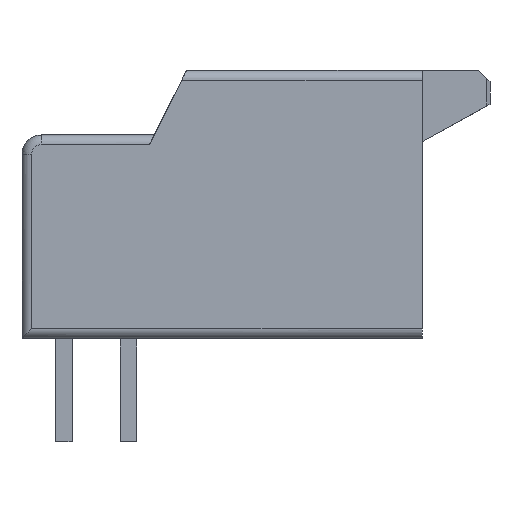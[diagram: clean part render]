
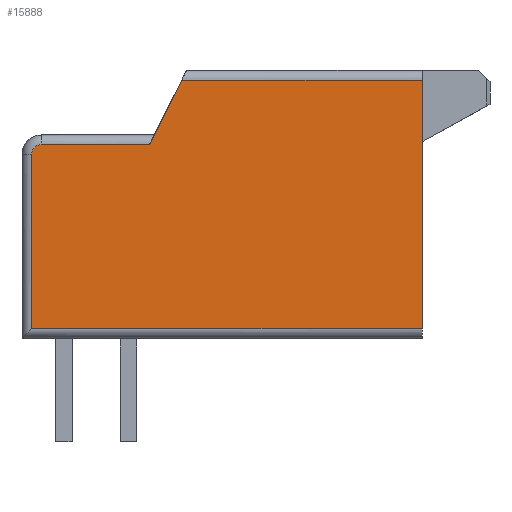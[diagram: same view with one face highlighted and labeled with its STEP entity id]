
A CAD part, left-side view. The second image highlights one B-rep face of the part: STEP entity #15888.
In plain terms, the highlighted planar face has unit normal (-1, 0, 0).
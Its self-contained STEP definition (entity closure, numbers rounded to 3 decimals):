
#2209 = CARTESIAN_POINT ( 'NONE',  ( -14., 12.453, -8. ) ) ;
#2210 = DIRECTION ( 'NONE',  ( 0., 1., 0. ) ) ;
#2447 = CARTESIAN_POINT ( 'NONE',  ( -14., 0., 0. ) ) ;
#2448 = DIRECTION ( 'NONE',  ( 0., 0., -1. ) ) ;
#2651 = CARTESIAN_POINT ( 'NONE',  ( -14., 0., -2.3 ) ) ;
#2652 = DIRECTION ( 'NONE',  ( 0., -1., 0. ) ) ;
#2653 = CARTESIAN_POINT ( 'NONE',  ( -14., 8.45, -2.3 ) ) ;
#2708 = CARTESIAN_POINT ( 'NONE',  ( -14., 11.8, -2.6 ) ) ;
#2709 = DIRECTION ( 'NONE',  ( 0., -0.447, 0.894 ) ) ;
#2710 = DIRECTION ( 'NONE',  ( 1., 0., 0. ) ) ;
#2711 = DIRECTION ( 'NONE',  ( 0., 0., -1. ) ) ;
#2845 = CARTESIAN_POINT ( 'NONE',  ( -14., 0., -0.3 ) ) ;
#2846 = DIRECTION ( 'NONE',  ( 0., -1., 0. ) ) ;
#2853 = CARTESIAN_POINT ( 'NONE',  ( -14., 12.1, 0. ) ) ;
#2854 = DIRECTION ( 'NONE',  ( 0., 0., 1. ) ) ;
#3316 = LINE ( 'NONE', #2209, #3317 ) ;
#3317 = VECTOR ( 'NONE', #2210, 1000. ) ;
#3541 = LINE ( 'NONE', #2447, #3542 ) ;
#3542 = VECTOR ( 'NONE', #2448, 1000. ) ;
#3718 = LINE ( 'NONE', #2651, #3721 ) ;
#3719 = LINE ( 'NONE', #2653, #3775 ) ;
#3721 = VECTOR ( 'NONE', #2652, 1000. ) ;
#3775 = VECTOR ( 'NONE', #2709, 1000. ) ;
#3778 = CIRCLE ( 'NONE', #13805, 0.3 ) ;
#3903 = LINE ( 'NONE', #2845, #3904 ) ;
#3904 = VECTOR ( 'NONE', #2846, 1000. ) ;
#3911 = LINE ( 'NONE', #2853, #3912 ) ;
#3912 = VECTOR ( 'NONE', #2854, 1000. ) ;
#7531 = CARTESIAN_POINT ( 'NONE',  ( -14., 0., -8. ) ) ;
#7694 = CARTESIAN_POINT ( 'NONE',  ( -14., 12.1, -8. ) ) ;
#7804 = CARTESIAN_POINT ( 'NONE',  ( -14., 7.45, -0.3 ) ) ;
#7812 = CARTESIAN_POINT ( 'NONE',  ( -14., 0., -0.3 ) ) ;
#7819 = CARTESIAN_POINT ( 'NONE',  ( -14., 12.1, -2.6 ) ) ;
#8162 = CARTESIAN_POINT ( 'NONE',  ( -14., 8.45, -2.3 ) ) ;
#8172 = CARTESIAN_POINT ( 'NONE',  ( -14., 11.8, -2.3 ) ) ;
#12061 = FACE_OUTER_BOUND ( 'NONE', #21757, .T. ) ;
#13374 = PLANE ( 'NONE',  #13650 ) ;
#13377 = CARTESIAN_POINT ( 'NONE',  ( -14., 0., 0. ) ) ;
#13383 = DIRECTION ( 'NONE',  ( 1., 0., 0. ) ) ;
#13384 = DIRECTION ( 'NONE',  ( 0., 0., -1. ) ) ;
#13650 = AXIS2_PLACEMENT_3D ( 'NONE', #13377, #13383, #13384 ) ;
#13805 = AXIS2_PLACEMENT_3D ( 'NONE', #2708, #2710, #2711 ) ;
#15276 = ORIENTED_EDGE ( 'NONE', *, *, #16317, .F. ) ;
#15277 = ORIENTED_EDGE ( 'NONE', *, *, #16346, .F. ) ;
#15278 = ORIENTED_EDGE ( 'NONE', *, *, #16415, .F. ) ;
#15279 = ORIENTED_EDGE ( 'NONE', *, *, #16107, .F. ) ;
#15280 = ORIENTED_EDGE ( 'NONE', *, *, #16221, .F. ) ;
#15281 = ORIENTED_EDGE ( 'NONE', *, *, #16411, .F. ) ;
#15282 = ORIENTED_EDGE ( 'NONE', *, *, #16345, .F. ) ;
#15888 = ADVANCED_FACE ( 'NONE', ( #12061 ), #13374, .F. ) ;
#16107 = EDGE_CURVE ( 'NONE', #21150, #21211, #3316, .T. ) ;
#16221 = EDGE_CURVE ( 'NONE', #21257, #21150, #3541, .T. ) ;
#16317 = EDGE_CURVE ( 'NONE', #21431, #21426, #3718, .T. ) ;
#16345 = EDGE_CURVE ( 'NONE', #21426, #21254, #3719, .T. ) ;
#16346 = EDGE_CURVE ( 'NONE', #21259, #21431, #3778, .T. ) ;
#16411 = EDGE_CURVE ( 'NONE', #21254, #21257, #3903, .T. ) ;
#16415 = EDGE_CURVE ( 'NONE', #21211, #21259, #3911, .T. ) ;
#21150 = VERTEX_POINT ( 'NONE', #7531 ) ;
#21211 = VERTEX_POINT ( 'NONE', #7694 ) ;
#21254 = VERTEX_POINT ( 'NONE', #7804 ) ;
#21257 = VERTEX_POINT ( 'NONE', #7812 ) ;
#21259 = VERTEX_POINT ( 'NONE', #7819 ) ;
#21426 = VERTEX_POINT ( 'NONE', #8162 ) ;
#21431 = VERTEX_POINT ( 'NONE', #8172 ) ;
#21757 = EDGE_LOOP ( 'NONE', ( #15276, #15277, #15278, #15279, #15280, #15281, #15282 ) ) ;
